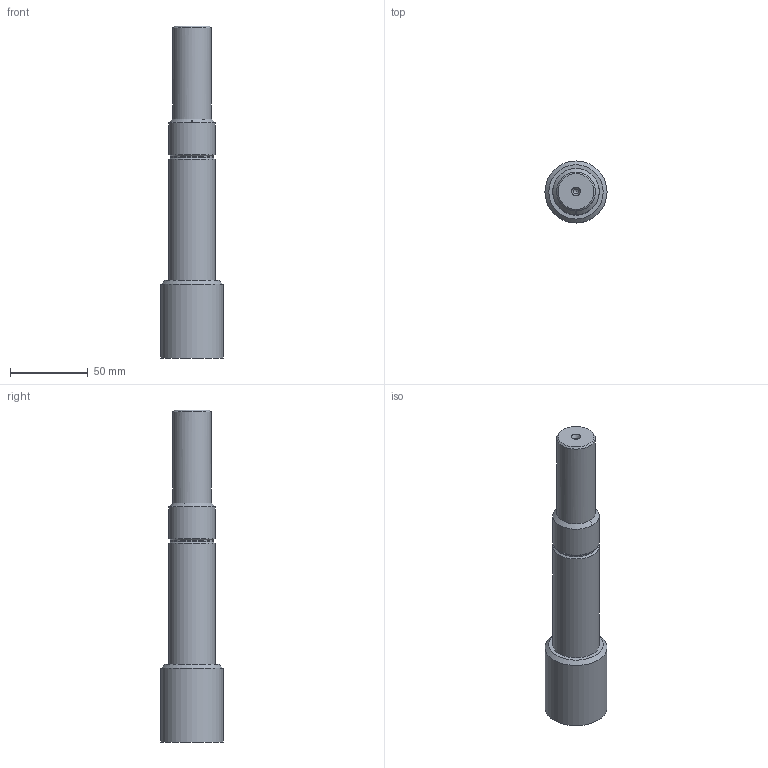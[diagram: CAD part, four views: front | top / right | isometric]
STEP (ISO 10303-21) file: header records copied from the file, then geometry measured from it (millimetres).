
FILE_DESCRIPTION(('HOOPS Exchange Step'),'2;1');
FILE_NAME('export-BD3F761F-7CDB-43B6-BD7B-90A50E78370B.stp','2025-01-14T15:40:28+01:00',('Engineering'),('Alibre'),'HOOPS Exchange 2024.3','Alibre','Unknown authorisation');
FILE_SCHEMA( ('AP242_MANAGED_MODEL_BASED_3D_ENGINEERING_MIM_LF {1 0 10303 442 1 1 4 }') );
Length unit declared in the file: millimetre
Products named in the file (1): 8131 MBCK30-G Ballscrew End Machining Fixed side
Bounding box: 40 x 40 x 214 mm (x, y, z)
Volume: 164745.8 mm3; surface area: 23035 mm2
Topology: 1 solids, 1 shells, 18 faces, 44 edges, 30 vertices
Faces by surface type: cone 6, cylinder 6, plane 4, bspline 2
Full cylindrical faces by diameter (mm): 3.15 x1, 25 x1, 27.9 x1, 29.9 x1, 30 x1, 40 x1
Entity records: 779 total; most frequent: CARTESIAN_POINT 308, DIRECTION 103, ORIENTED_EDGE 86, AXIS2_PLACEMENT_3D 45, EDGE_CURVE 43, VERTEX_POINT 30, CIRCLE 27, EDGE_LOOP 21
